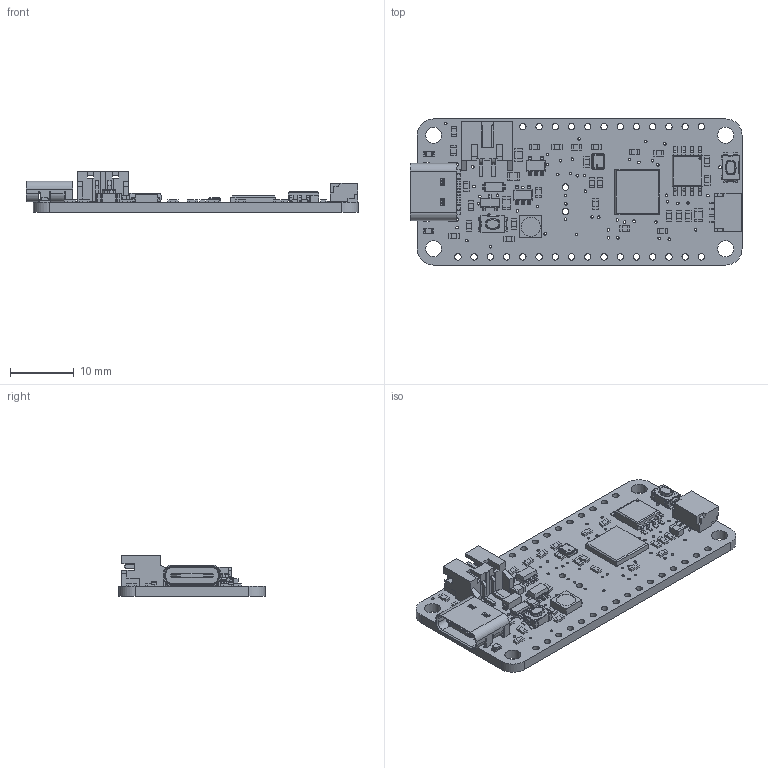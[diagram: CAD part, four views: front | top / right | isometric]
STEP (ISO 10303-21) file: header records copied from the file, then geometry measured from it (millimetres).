
FILE_DESCRIPTION(/* description */ (''),/* implementation_level */ '2;1');
FILE_NAME(/* name */ 'Feather RP2040 rev C v2.step',/* time_stamp */ '2021-05-10T19:06:03-04:00',/* author */ (''),/* organization */ (''),/* preprocessor_version */ 'ST-DEVELOPER v18.1',/* originating_system */ 'Autodesk Translation Framework v10.6.0.1341',/* authorisation */ '');
FILE_SCHEMA (('AUTOMOTIVE_DESIGN { 1 0 10303 214 3 1 1 }'));
Length unit declared in the file: millimetre
Products named in the file (18): Feather RP2040 rev C; PCB Component; Board; 10uF; ORANGE; 1K; KMR2; AP2112-3.3; JSTPH; MCP73831T-2ACI/OT; WS2812B3535; 2MB Flash; MBR540; DMG341; USB Type C; RP2040_QFN56; STEMMA_I2C_QT; 12MHZ
Assembly tree (47 placements, depth 3):
  Feather RP2040 rev C
    PCB Component
      Board
      10uF  x4
      ORANGE  x2
      1K  x26
      KMR2  x2
      AP2112-3.3
      JSTPH
      MCP73831T-2ACI/OT
      WS2812B3535
      2MB Flash
      MBR540
      DMG341
      USB Type C
      RP2040_QFN56
      STEMMA_I2C_QT
      12MHZ
Bounding box: 51.95 x 22.86 x 6.37 mm (x, y, z)
Volume: 2152.7 mm3; surface area: 4520.7 mm2
Topology: 58 solids, 58 shells, 2209 faces, 5970 edges, 3878 vertices
Faces by surface type: plane 1574, cylinder 525, bspline 50, torus 32, cone 22, sphere 6
Full cylindrical faces by diameter (mm): 0.2 x1, 0.3 x1, 0.394 x8, 0.4 x72, 0.5 x3, 0.65 x2, 1 x30, 2.5 x2, 2.54 x2, 3 x1
Entity records: 50400 total; most frequent: CARTESIAN_POINT 9961, ORIENTED_EDGE 8120, DIRECTION 7996, EDGE_CURVE 4060, LINE 3058, VECTOR 3058, VERTEX_POINT 2630, AXIS2_PLACEMENT_3D 2469
